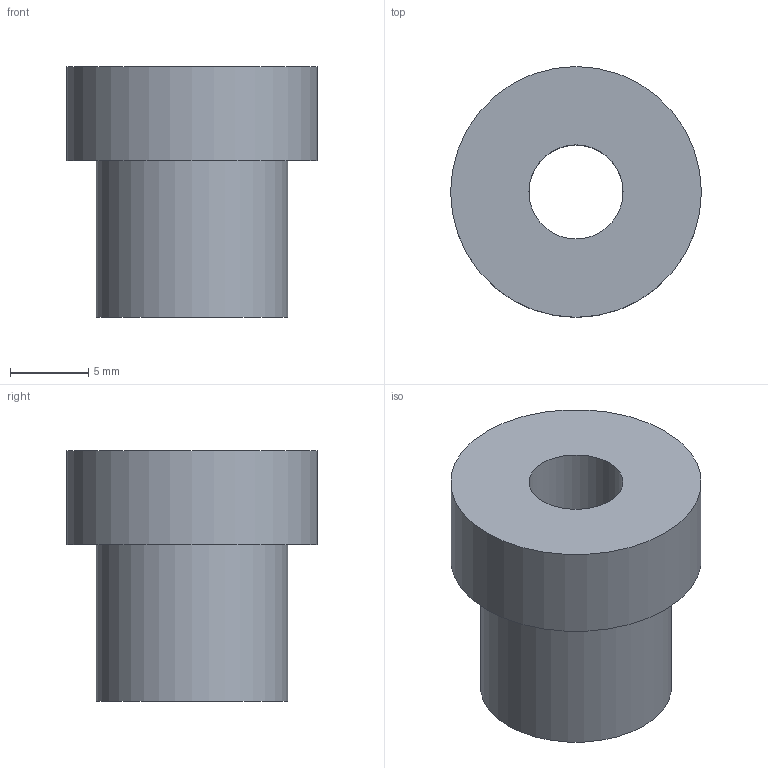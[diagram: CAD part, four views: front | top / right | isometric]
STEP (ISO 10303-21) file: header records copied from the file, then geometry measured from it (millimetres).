
FILE_DESCRIPTION( ( 'Unknown' ), '1' );
FILE_NAME( 'X-pulley-toothed.stp', 'Unknown', ( 'Ed Sells' ), ( 'University of Bath' ), 'XStep 1.0', 'Solid Edge v19', ' ' );
FILE_SCHEMA( ( 'CONFIG_CONTROL_DESIGN' ) );
Length unit declared in the file: millimetre
Products named in the file (1): 1
Bounding box: 16 x 16 x 16 mm (x, y, z)
Volume: 1923 mm3; surface area: 1332 mm2
Topology: 1 solids, 1 shells, 6 faces, 11 edges, 8 vertices
Faces by surface type: plane 3, cylinder 3
Full cylindrical faces by diameter (mm): 6 x1, 12.2 x1, 16 x1
Entity records: 172 total; most frequent: DIRECTION 26, CARTESIAN_POINT 19, AXIS2_PLACEMENT_3D 13, EDGE_LOOP 12, ORIENTED_EDGE 12, FACE_OUTER_BOUND 9, ADVANCED_FACE 6, EDGE_CURVE 6
